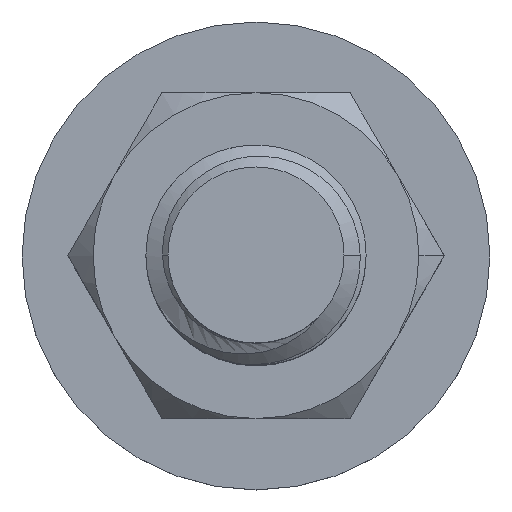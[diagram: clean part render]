
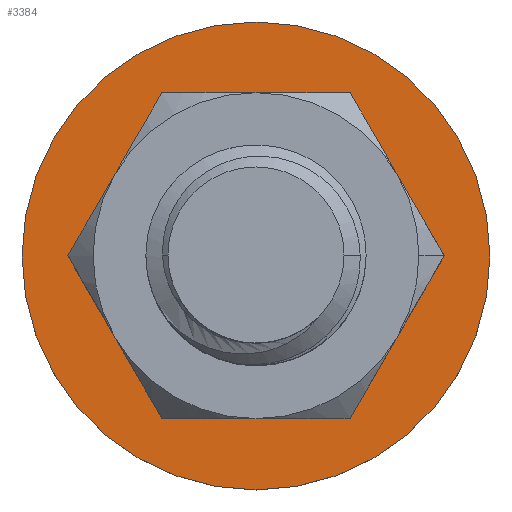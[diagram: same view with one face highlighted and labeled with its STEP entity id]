
A CAD part, top view. The second image highlights one B-rep face of the part: STEP entity #3384.
In plain terms, the highlighted planar face has unit normal (0, 0, 1).
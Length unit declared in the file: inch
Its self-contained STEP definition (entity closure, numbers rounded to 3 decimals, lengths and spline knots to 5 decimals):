
#842 = AXIS2_PLACEMENT_3D ( 'NONE', #7377, #9561, #2904 ) ;
#893 = CARTESIAN_POINT ( 'NONE',  ( 0., 0., 1.41 ) ) ;
#1230 = CARTESIAN_POINT ( 'NONE',  ( 0., 0., 1.41 ) ) ;
#1613 = CIRCLE ( 'NONE', #5190, 0.53125 ) ;
#1623 = DIRECTION ( 'NONE',  ( -1., 0., 0. ) ) ;
#2144 = ORIENTED_EDGE ( 'NONE', *, *, #2586, .F. ) ;
#2586 = EDGE_CURVE ( 'NONE', #3760, #9784, #3058, .T. ) ;
#2904 = DIRECTION ( 'NONE',  ( -1., 0., 0. ) ) ;
#2938 = DIRECTION ( 'NONE',  ( -1., 0., 0. ) ) ;
#3058 = CIRCLE ( 'NONE', #8395, 0.53125 ) ;
#3384 = ADVANCED_FACE ( 'NONE', ( #7366, #5233 ), #6657, .F. ) ;
#3432 = DIRECTION ( 'NONE',  ( 0., 0., -1. ) ) ;
#3760 = VERTEX_POINT ( 'NONE', #9180 ) ;
#3857 = ORIENTED_EDGE ( 'NONE', *, *, #4928, .T. ) ;
#4060 = VERTEX_POINT ( 'NONE', #7954 ) ;
#4327 = DIRECTION ( 'NONE',  ( 0., 0., -1. ) ) ;
#4386 = EDGE_CURVE ( 'NONE', #9784, #3760, #1613, .T. ) ;
#4390 = CIRCLE ( 'NONE', #4879, 0.27 ) ;
#4456 = DIRECTION ( 'NONE',  ( 0., 0., -1. ) ) ;
#4464 = ORIENTED_EDGE ( 'NONE', *, *, #4386, .F. ) ;
#4879 = AXIS2_PLACEMENT_3D ( 'NONE', #6301, #5484, #1623 ) ;
#4928 = EDGE_CURVE ( 'NONE', #4060, #7945, #6043, .T. ) ;
#5037 = DIRECTION ( 'NONE',  ( 0., -1., 0. ) ) ;
#5190 = AXIS2_PLACEMENT_3D ( 'NONE', #7740, #4456, #2938 ) ;
#5193 = CARTESIAN_POINT ( 'NONE',  ( -0.53125, 0., 1.41 ) ) ;
#5233 = FACE_OUTER_BOUND ( 'NONE', #6230, .T. ) ;
#5484 = DIRECTION ( 'NONE',  ( 0., 0., -1. ) ) ;
#6043 = CIRCLE ( 'NONE', #842, 0.27 ) ;
#6045 = CARTESIAN_POINT ( 'NONE',  ( -0.27, 0., 1.41 ) ) ;
#6230 = EDGE_LOOP ( 'NONE', ( #2144, #4464 ) ) ;
#6301 = CARTESIAN_POINT ( 'NONE',  ( 0., 0., 1.41 ) ) ;
#6657 = PLANE ( 'NONE',  #9611 ) ;
#7080 = DIRECTION ( 'NONE',  ( -1., 0., 0. ) ) ;
#7366 = FACE_BOUND ( 'NONE', #9931, .T. ) ;
#7377 = CARTESIAN_POINT ( 'NONE',  ( 0., 0., 1.41 ) ) ;
#7715 = EDGE_CURVE ( 'NONE', #7945, #4060, #4390, .T. ) ;
#7740 = CARTESIAN_POINT ( 'NONE',  ( 0., 0., 1.41 ) ) ;
#7798 = ORIENTED_EDGE ( 'NONE', *, *, #7715, .T. ) ;
#7945 = VERTEX_POINT ( 'NONE', #6045 ) ;
#7954 = CARTESIAN_POINT ( 'NONE',  ( 0.27, 0., 1.41 ) ) ;
#8395 = AXIS2_PLACEMENT_3D ( 'NONE', #893, #3432, #7080 ) ;
#9180 = CARTESIAN_POINT ( 'NONE',  ( 0.53125, 0., 1.41 ) ) ;
#9561 = DIRECTION ( 'NONE',  ( 0., 0., -1. ) ) ;
#9611 = AXIS2_PLACEMENT_3D ( 'NONE', #1230, #4327, #5037 ) ;
#9784 = VERTEX_POINT ( 'NONE', #5193 ) ;
#9931 = EDGE_LOOP ( 'NONE', ( #3857, #7798 ) ) ;
